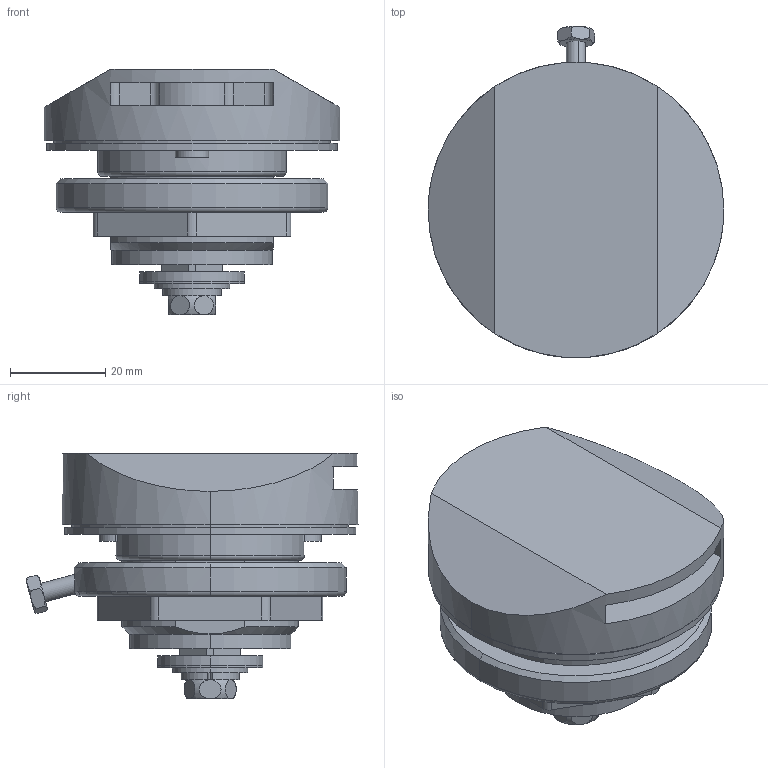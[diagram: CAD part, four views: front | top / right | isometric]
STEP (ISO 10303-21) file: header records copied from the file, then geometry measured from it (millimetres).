
FILE_DESCRIPTION (( 'STEP AP203' ), '1' );
FILE_NAME ('A-312-1.STEP', '2018-03-15T04:46:23', ( '' ), ( '' ), 'SwSTEP 2.0', 'SolidWorks 2014', '' );
FILE_SCHEMA (( 'CONFIG_CONTROL_DESIGN' ));
Length unit declared in the file: millimetre
Products named in the file (12): A-312-1ボデー_; A-312-1六角ナット_; A-312-1妏儚僢僔儍乕A_; スプリングワッシャーM6_JIS B 1251 No.2 6; A-312-1スペーサー_; A-312-3六角ボルト_; A-312-1妏儚僢僔儍乕B_; A-312-1ベース_; 廫帤寠晅偒榋妏儃儖僩M6_M6亊16; A-312-1カム; A-312-1; A-312-1ワッシャー_
Assembly tree (11 placements, depth 2):
  A-312-1
    A-312-1ベース_
    A-312-1ボデー_
    A-312-1スペーサー_
    A-312-1カム
    A-312-1妏儚僢僔儍乕A_
    A-312-1妏儚僢僔儍乕B_
    A-312-1ワッシャー_
    スプリングワッシャーM6_JIS B 1251 No.2 6
    廫帤寠晅偒榋妏儃儖僩M6_M6亊16
    A-312-1六角ナット_
    A-312-3六角ボルト_
Bounding box: 62 x 69.61 x 51.5 mm (x, y, z)
Volume: 65136.9 mm3; surface area: 44049.5 mm2
Topology: 11 solids, 11 shells, 317 faces, 768 edges, 500 vertices
Faces by surface type: plane 160, cylinder 128, torus 15, cone 14
Entity records: 11097 total; most frequent: CARTESIAN_POINT 2228, DIRECTION 1660, ORIENTED_EDGE 1536, EDGE_CURVE 768, AXIS2_PLACEMENT_3D 626, VERTEX_POINT 500, LINE 408, VECTOR 408
